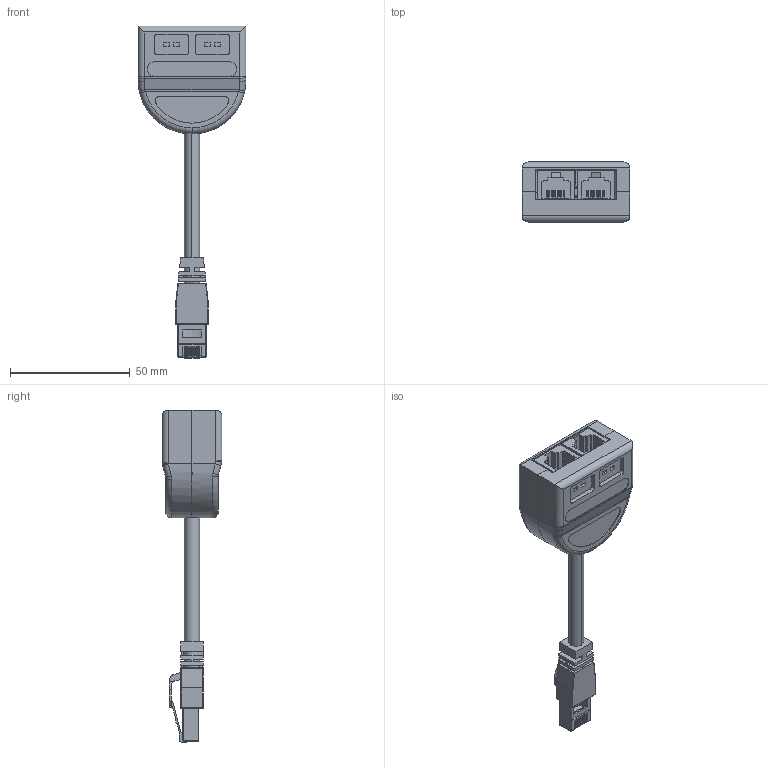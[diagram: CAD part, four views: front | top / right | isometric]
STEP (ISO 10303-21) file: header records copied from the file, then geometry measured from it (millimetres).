
FILE_DESCRIPTION (( 'STEP AP203' ), '1' );
FILE_NAME ('ECS801.STEP', '2006-06-23T19:34:15', ( 'lcom' ), ( 'lcom' ), 'SwSTEP 2.0', 'SolidWorks 2006004', '' );
FILE_SCHEMA (( 'CONFIG_CONTROL_DESIGN' ));
Length unit declared in the file: inch
Products named in the file (8): 3AC03-041; T8P8CSR_no aligning hole; ECS801; 1AY01-007_TDS8CVR-BK-PROD; SP7557-cable; 3AB02-005; ECS801-MA2; ECS801-MA1
Assembly tree (8 placements, depth 3):
  ECS801
    3AC03-041
      SP7557-cable
    1AY01-007_TDS8CVR-BK-PROD
    T8P8CSR_no aligning hole
    3AB02-005  x2
    ECS801-MA1
    ECS801-MA2
Bounding box: 45 x 25 x 138.46 mm (x, y, z)
Volume: 15868.3 mm3; surface area: 23506.1 mm2
Topology: 7 solids, 7 shells, 709 faces, 1866 edges, 1186 vertices
Faces by surface type: plane 441, cylinder 214, sphere 24, bspline 16, torus 14
Entity records: 22850 total; most frequent: CARTESIAN_POINT 6006, ORIENTED_EDGE 3328, DIRECTION 3300, EDGE_CURVE 1664, VECTOR 1160, LINE 1160, AXIS2_PLACEMENT_3D 1070, VERTEX_POINT 1068
